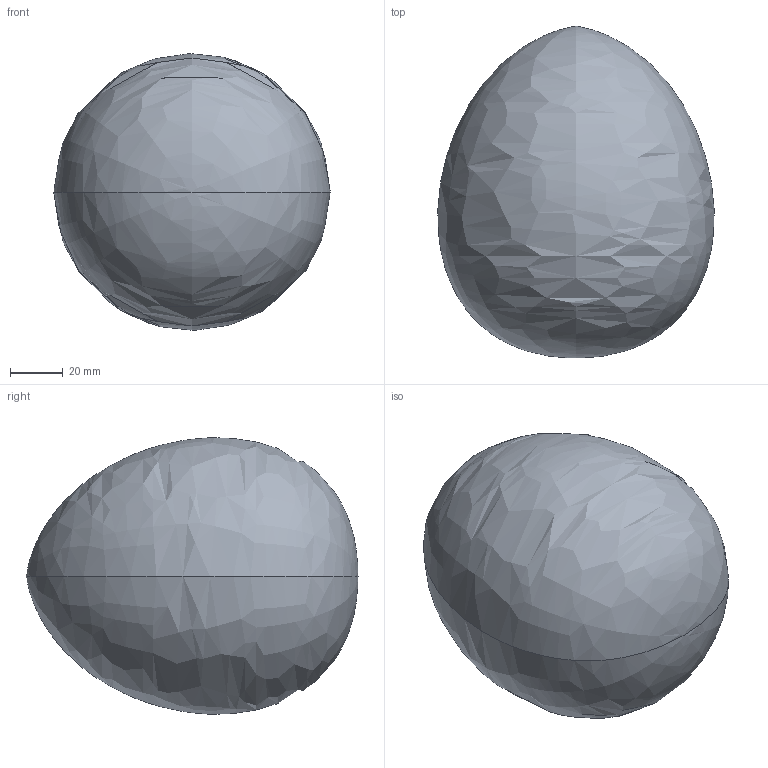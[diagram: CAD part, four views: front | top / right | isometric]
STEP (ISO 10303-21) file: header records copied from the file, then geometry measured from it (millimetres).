
FILE_DESCRIPTION (( 'STEP AP214' ), '1' );
FILE_NAME ('05.STEP', '2022-04-27T02:51:54', ( '' ), ( '' ), 'SwSTEP 2.0', 'SolidWorks 2021', '' );
FILE_SCHEMA (( 'AUTOMOTIVE_DESIGN' ));
Length unit declared in the file: millimetre
Products named in the file (1): 05
Bounding box: 104.68 x 125.78 x 104.71 mm (x, y, z)
Volume: 716482.3 mm3; surface area: 39013.4 mm2
Topology: 1 solids, 1 shells, 2 faces, 6 edges, 2 vertices
Faces by surface type: bspline 2
Entity records: 100 total; most frequent: CARTESIAN_POINT 43, ORIENTED_EDGE 4, UNCERTAINTY_MEASURE_WITH_UNIT 3, ADVANCED_FACE 2, DIRECTION 2, VERTEX_POINT 2, MECHANICAL_DESIGN_GEOMETRIC_PRESENTATION_REPRESENTATION 2, FACE_OUTER_BOUND 2
